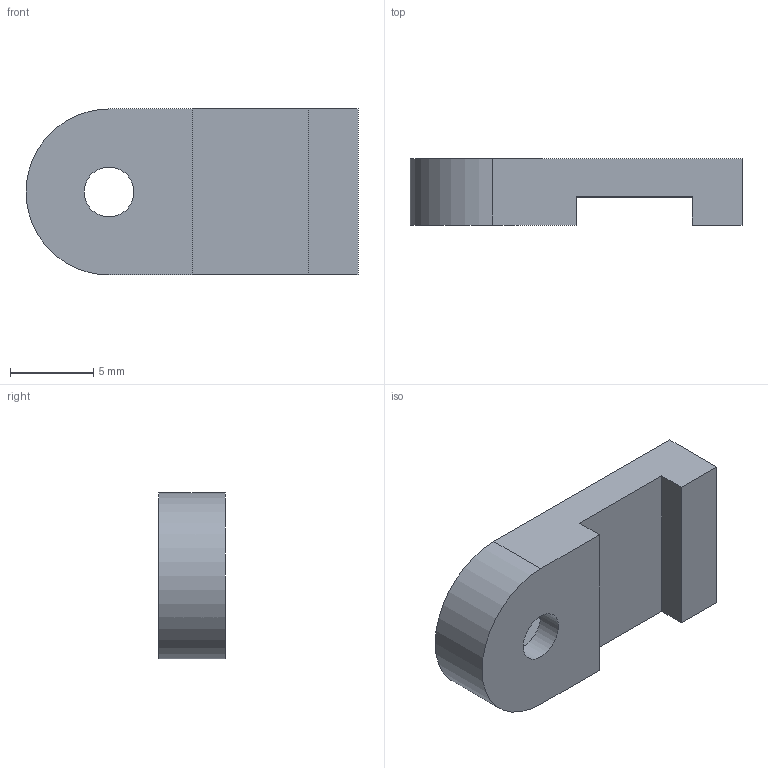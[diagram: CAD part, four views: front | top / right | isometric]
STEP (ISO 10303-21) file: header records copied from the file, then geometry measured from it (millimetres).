
FILE_DESCRIPTION(/* description */ (''),/* implementation_level */ '2;1');
FILE_NAME(/* name */ 'kablo_bastir v2.step',/* time_stamp */ '2021-09-22T19:33:44+03:00',/* author */ (''),/* organization */ (''),/* preprocessor_version */ 'ST-DEVELOPER v18.1',/* originating_system */ 'Autodesk Translation Framework v10.10.0.1391',/* authorisation */ '');
FILE_SCHEMA (('AUTOMOTIVE_DESIGN { 1 0 10303 214 3 1 1 }'));
Length unit declared in the file: millimetre
Products named in the file (1): kablo_bastir
Bounding box: 20 x 4 x 10 mm (x, y, z)
Volume: 549.5 mm3; surface area: 663.5 mm2
Topology: 1 solids, 1 shells, 18 faces, 45 edges, 30 vertices
Faces by surface type: plane 16, cylinder 2
Full cylindrical faces by diameter (mm): 3 x1
Entity records: 570 total; most frequent: CARTESIAN_POINT 94, ORIENTED_EDGE 90, DIRECTION 87, EDGE_CURVE 45, LINE 41, VECTOR 41, VERTEX_POINT 30, AXIS2_PLACEMENT_3D 23
